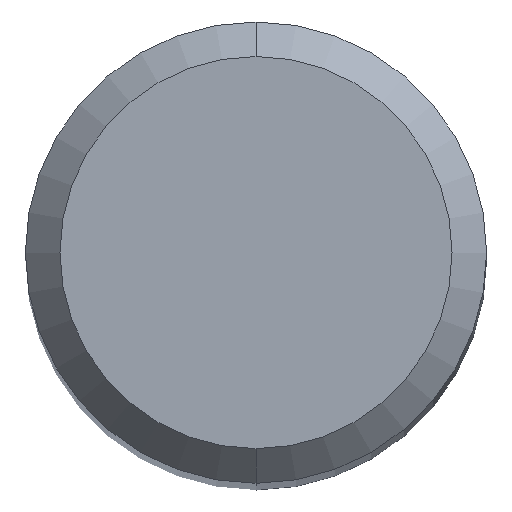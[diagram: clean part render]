
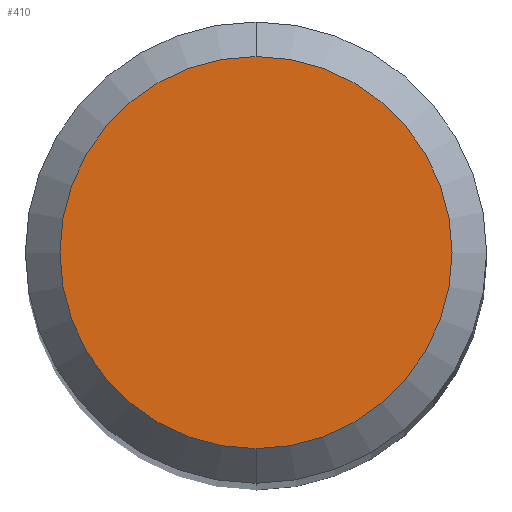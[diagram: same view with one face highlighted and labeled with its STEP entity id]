
A CAD part, top view. The second image highlights one B-rep face of the part: STEP entity #410.
In plain terms, the highlighted planar face has unit normal (0, 0, 1).
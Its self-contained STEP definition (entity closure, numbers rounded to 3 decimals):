
#192=VERTEX_POINT('',#487);
#322=EDGE_CURVE('',#192,#392,#634,.T.);
#378=EDGE_CURVE('',#392,#192,#696,.T.);
#392=VERTEX_POINT('',#711);
#410=ADVANCED_FACE('',(#729),#730,.T.);
#487=CARTESIAN_POINT('',(0.,-1.7,0.0));
#634=CIRCLE('',#1095,1.7);
#696=CIRCLE('',#1233,1.7);
#711=CARTESIAN_POINT('',(0.0,1.7,0.0));
#729=FACE_OUTER_BOUND('',#1310,.T.);
#730=PLANE('',#1311);
#1095=AXIS2_PLACEMENT_3D('',#1599,#1600,#1601);
#1233=AXIS2_PLACEMENT_3D('',#1664,#1665,#1666);
#1310=EDGE_LOOP('',(#1689,#1690));
#1311=AXIS2_PLACEMENT_3D('',#1691,#1692,#1693);
#1599=CARTESIAN_POINT('',(0.0,0.0,0.0));
#1600=DIRECTION('',(0.0,0.0,-1.0));
#1601=DIRECTION('',(0.0,1.0,0.0));
#1664=CARTESIAN_POINT('',(0.0,0.0,0.0));
#1665=DIRECTION('',(0.0,0.0,-1.0));
#1666=DIRECTION('',(0.0,1.0,0.0));
#1689=ORIENTED_EDGE('',*,*,#378,.F.);
#1690=ORIENTED_EDGE('',*,*,#322,.F.);
#1691=CARTESIAN_POINT('',(0.0,0.85,0.0));
#1692=DIRECTION('',(-0.0,0.0,1.0));
#1693=DIRECTION('',(0.0,-1.0,0.0));
